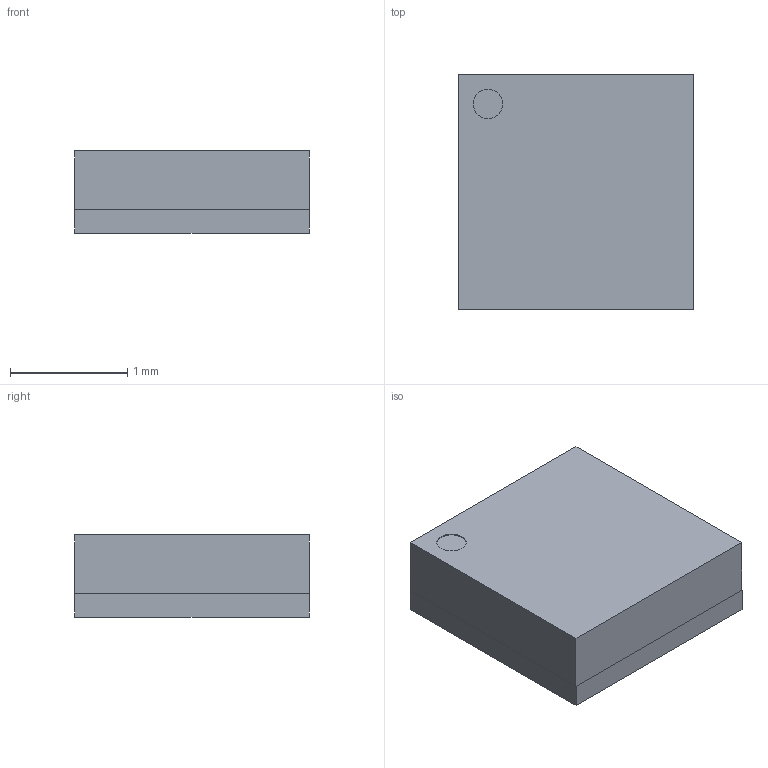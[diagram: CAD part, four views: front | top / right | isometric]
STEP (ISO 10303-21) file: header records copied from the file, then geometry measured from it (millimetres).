
FILE_DESCRIPTION(/* description */ ('760390011'),/* implementation_level */ '2;1');
FILE_NAME(/* name */ '25330202xxxxx',/* time_stamp */ '2019-03-18T16:59:45+01:00',/* author */ ('Wladimir Jelisarow'),/* organization */ ('WÃ¼rth Elektronik eiSos GmbH & Co. KG'),/* preprocessor_version */ 'ST-DEVELOPER v16.7',/* originating_system */ 'DEX',/* authorisation */ $);
FILE_SCHEMA (('AUTOMOTIVE_DESIGN {1 0 10303 214 3 1 1}'));
Length unit declared in the file: millimetre
Products named in the file (3): 25330202xxxxx; base; cover
Assembly tree (2 placements, depth 2):
  25330202xxxxx
    base
    cover
Bounding box: 2 x 2 x 0.7 mm (x, y, z)
Volume: 1.2 mm3; surface area: 24.8 mm2
Topology: 2 solids, 2 shells, 92 faces, 214 edges, 136 vertices
Faces by surface type: plane 79, cylinder 9, sphere 4
Full cylindrical faces by diameter (mm): 0.25 x1
Entity records: 3069 total; most frequent: CARTESIAN_POINT 440, ORIENTED_EDGE 418, DIRECTION 417, EDGE_CURVE 209, LINE 191, VECTOR 191, VERTEX_POINT 136, AXIS2_PLACEMENT_3D 113
